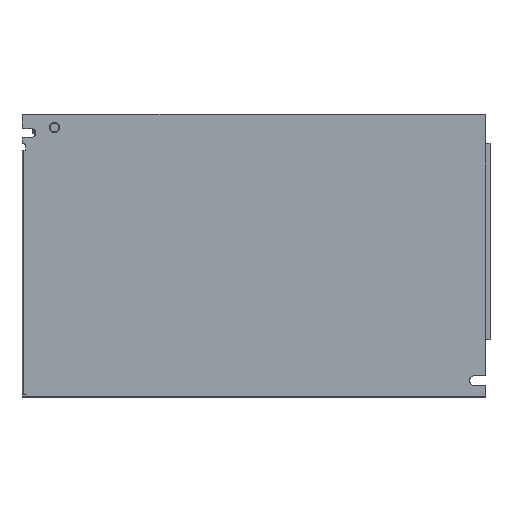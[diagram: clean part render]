
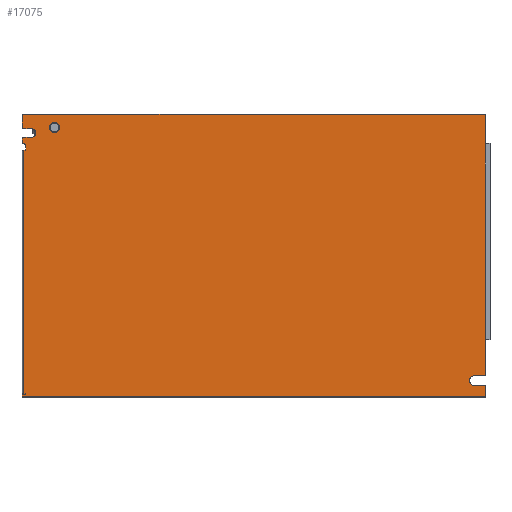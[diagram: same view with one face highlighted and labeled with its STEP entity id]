
A CAD part, front view. The second image highlights one B-rep face of the part: STEP entity #17075.
In plain terms, the highlighted planar face has unit normal (0, -1, 0).
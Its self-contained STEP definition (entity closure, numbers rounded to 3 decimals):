
#1089=FACE_BOUND('',#3872,.T.);
#1271=PLANE('',#19091);
#2069=FACE_OUTER_BOUND('',#3871,.T.);
#3871=EDGE_LOOP('',(#15249,#15250,#15251,#15252,#15253,#15254,#15255,#15256,
#15257,#15258,#15259,#15260,#15261,#15262,#15263,#15264,#15265,#15266,#15267,
#15268,#15269,#15270,#15271,#15272,#15273,#15274));
#3872=EDGE_LOOP('',(#15275));
#4897=LINE('',#28639,#5971);
#4901=LINE('',#28648,#5975);
#4905=LINE('',#28657,#5979);
#4909=LINE('',#28666,#5983);
#4911=LINE('',#28672,#5985);
#4912=LINE('',#28676,#5986);
#4913=LINE('',#28678,#5987);
#4914=LINE('',#28680,#5988);
#4915=LINE('',#28682,#5989);
#4916=LINE('',#28684,#5990);
#4917=LINE('',#28686,#5991);
#4918=LINE('',#28688,#5992);
#4919=LINE('',#28690,#5993);
#4920=LINE('',#28692,#5994);
#4921=LINE('',#28694,#5995);
#4922=LINE('',#28697,#5996);
#4923=LINE('',#28703,#5997);
#4924=LINE('',#28707,#5998);
#5971=VECTOR('',#23922,1000.);
#5975=VECTOR('',#23928,1000.);
#5979=VECTOR('',#23934,1000.);
#5983=VECTOR('',#23940,1000.);
#5985=VECTOR('',#23946,1000.);
#5986=VECTOR('',#23949,1000.);
#5987=VECTOR('',#23950,1000.);
#5988=VECTOR('',#23951,1000.);
#5989=VECTOR('',#23952,1000.);
#5990=VECTOR('',#23953,1000.);
#5991=VECTOR('',#23954,1000.);
#5992=VECTOR('',#23955,1000.);
#5993=VECTOR('',#23956,1000.);
#5994=VECTOR('',#23957,1000.);
#5995=VECTOR('',#23958,1000.);
#5996=VECTOR('',#23961,1000.);
#5997=VECTOR('',#23968,1000.);
#5998=VECTOR('',#23971,1000.);
#7253=CIRCLE('',#19092,0.6);
#7254=CIRCLE('',#19093,0.6);
#7255=CIRCLE('',#19094,1.65);
#7256=CIRCLE('',#19095,0.6);
#7257=CIRCLE('',#19096,0.6);
#7258=CIRCLE('',#19097,0.6);
#7259=CIRCLE('',#19098,1.45);
#7260=CIRCLE('',#19099,0.6);
#7261=CIRCLE('',#19100,1.75);
#8706=VERTEX_POINT('',#28636);
#8707=VERTEX_POINT('',#28638);
#8710=VERTEX_POINT('',#28645);
#8711=VERTEX_POINT('',#28647);
#8714=VERTEX_POINT('',#28654);
#8715=VERTEX_POINT('',#28656);
#8718=VERTEX_POINT('',#28663);
#8719=VERTEX_POINT('',#28665);
#8720=VERTEX_POINT('',#28669);
#8721=VERTEX_POINT('',#28671);
#8722=VERTEX_POINT('',#28673);
#8723=VERTEX_POINT('',#28675);
#8724=VERTEX_POINT('',#28677);
#8725=VERTEX_POINT('',#28679);
#8726=VERTEX_POINT('',#28681);
#8727=VERTEX_POINT('',#28683);
#8728=VERTEX_POINT('',#28685);
#8729=VERTEX_POINT('',#28687);
#8730=VERTEX_POINT('',#28689);
#8731=VERTEX_POINT('',#28691);
#8732=VERTEX_POINT('',#28693);
#8733=VERTEX_POINT('',#28695);
#8734=VERTEX_POINT('',#28700);
#8735=VERTEX_POINT('',#28702);
#8736=VERTEX_POINT('',#28704);
#8737=VERTEX_POINT('',#28706);
#8738=VERTEX_POINT('',#28709);
#10907=EDGE_CURVE('',#8706,#8707,#4897,.T.);
#10911=EDGE_CURVE('',#8710,#8711,#4901,.T.);
#10915=EDGE_CURVE('',#8714,#8715,#4905,.T.);
#10919=EDGE_CURVE('',#8718,#8719,#4909,.T.);
#10921=EDGE_CURVE('',#8706,#8720,#7253,.T.);
#10922=EDGE_CURVE('',#8721,#8720,#4911,.T.);
#10923=EDGE_CURVE('',#8721,#8722,#7254,.T.);
#10924=EDGE_CURVE('',#8723,#8722,#4912,.T.);
#10925=EDGE_CURVE('',#8723,#8724,#4913,.T.);
#10926=EDGE_CURVE('',#8724,#8725,#4914,.T.);
#10927=EDGE_CURVE('',#8726,#8725,#4915,.T.);
#10928=EDGE_CURVE('',#8727,#8726,#4916,.T.);
#10929=EDGE_CURVE('',#8727,#8728,#4917,.T.);
#10930=EDGE_CURVE('',#8729,#8728,#4918,.T.);
#10931=EDGE_CURVE('',#8729,#8730,#4919,.T.);
#10932=EDGE_CURVE('',#8731,#8730,#4920,.T.);
#10933=EDGE_CURVE('',#8732,#8731,#4921,.T.);
#10934=EDGE_CURVE('',#8733,#8732,#7255,.T.);
#10935=EDGE_CURVE('',#8715,#8733,#4922,.T.);
#10936=EDGE_CURVE('',#8714,#8711,#7256,.T.);
#10937=EDGE_CURVE('',#8710,#8719,#7257,.T.);
#10938=EDGE_CURVE('',#8718,#8734,#7258,.T.);
#10939=EDGE_CURVE('',#8735,#8734,#4923,.T.);
#10940=EDGE_CURVE('',#8736,#8735,#7259,.T.);
#10941=EDGE_CURVE('',#8737,#8736,#4924,.T.);
#10942=EDGE_CURVE('',#8737,#8707,#7260,.T.);
#10943=EDGE_CURVE('',#8738,#8738,#7261,.T.);
#15249=ORIENTED_EDGE('',*,*,#10907,.F.);
#15250=ORIENTED_EDGE('',*,*,#10921,.T.);
#15251=ORIENTED_EDGE('',*,*,#10922,.F.);
#15252=ORIENTED_EDGE('',*,*,#10923,.T.);
#15253=ORIENTED_EDGE('',*,*,#10924,.F.);
#15254=ORIENTED_EDGE('',*,*,#10925,.T.);
#15255=ORIENTED_EDGE('',*,*,#10926,.T.);
#15256=ORIENTED_EDGE('',*,*,#10927,.F.);
#15257=ORIENTED_EDGE('',*,*,#10928,.F.);
#15258=ORIENTED_EDGE('',*,*,#10929,.T.);
#15259=ORIENTED_EDGE('',*,*,#10930,.F.);
#15260=ORIENTED_EDGE('',*,*,#10931,.T.);
#15261=ORIENTED_EDGE('',*,*,#10932,.F.);
#15262=ORIENTED_EDGE('',*,*,#10933,.F.);
#15263=ORIENTED_EDGE('',*,*,#10934,.F.);
#15264=ORIENTED_EDGE('',*,*,#10935,.F.);
#15265=ORIENTED_EDGE('',*,*,#10915,.F.);
#15266=ORIENTED_EDGE('',*,*,#10936,.T.);
#15267=ORIENTED_EDGE('',*,*,#10911,.F.);
#15268=ORIENTED_EDGE('',*,*,#10937,.T.);
#15269=ORIENTED_EDGE('',*,*,#10919,.F.);
#15270=ORIENTED_EDGE('',*,*,#10938,.T.);
#15271=ORIENTED_EDGE('',*,*,#10939,.F.);
#15272=ORIENTED_EDGE('',*,*,#10940,.F.);
#15273=ORIENTED_EDGE('',*,*,#10941,.F.);
#15274=ORIENTED_EDGE('',*,*,#10942,.T.);
#15275=ORIENTED_EDGE('',*,*,#10943,.F.);
#17075=ADVANCED_FACE('',(#2069,#1089),#1271,.T.);
#19091=AXIS2_PLACEMENT_3D('',#28668,#23942,#23943);
#19092=AXIS2_PLACEMENT_3D('',#28670,#23944,#23945);
#19093=AXIS2_PLACEMENT_3D('',#28674,#23947,#23948);
#19094=AXIS2_PLACEMENT_3D('',#28696,#23959,#23960);
#19095=AXIS2_PLACEMENT_3D('',#28698,#23962,#23963);
#19096=AXIS2_PLACEMENT_3D('',#28699,#23964,#23965);
#19097=AXIS2_PLACEMENT_3D('',#28701,#23966,#23967);
#19098=AXIS2_PLACEMENT_3D('',#28705,#23969,#23970);
#19099=AXIS2_PLACEMENT_3D('',#28708,#23972,#23973);
#19100=AXIS2_PLACEMENT_3D('',#28710,#23974,#23975);
#23922=DIRECTION('',(0.,0.,1.));
#23928=DIRECTION('',(1.,0.,0.));
#23934=DIRECTION('',(0.,0.,-1.));
#23940=DIRECTION('',(0.,0.,1.));
#23942=DIRECTION('center_axis',(0.,-1.,0.));
#23943=DIRECTION('ref_axis',(0.,0.,-1.));
#23944=DIRECTION('center_axis',(0.,-1.,0.));
#23945=DIRECTION('ref_axis',(0.,0.,-1.));
#23946=DIRECTION('',(-1.,0.,0.));
#23947=DIRECTION('center_axis',(0.,1.,0.));
#23948=DIRECTION('ref_axis',(0.,0.,-1.));
#23949=DIRECTION('',(0.,0.,1.));
#23950=DIRECTION('',(-1.,0.,0.));
#23951=DIRECTION('',(0.,0.,-1.));
#23952=DIRECTION('',(-1.,0.,0.));
#23953=DIRECTION('',(0.,0.,1.));
#23954=DIRECTION('',(-1.,0.,0.));
#23955=DIRECTION('',(0.,0.,1.));
#23956=DIRECTION('',(1.,0.,0.));
#23957=DIRECTION('',(0.,0.,-1.));
#23958=DIRECTION('',(1.,0.,0.));
#23959=DIRECTION('center_axis',(0.,-1.,0.));
#23960=DIRECTION('ref_axis',(0.,0.,-1.));
#23961=DIRECTION('',(-1.,0.,0.));
#23962=DIRECTION('center_axis',(0.,-1.,0.));
#23963=DIRECTION('ref_axis',(0.,0.,-1.));
#23964=DIRECTION('center_axis',(0.,-1.,0.));
#23965=DIRECTION('ref_axis',(0.,0.,-1.));
#23966=DIRECTION('center_axis',(0.,-1.,0.));
#23967=DIRECTION('ref_axis',(0.,0.,-1.));
#23968=DIRECTION('',(-1.,0.,0.));
#23969=DIRECTION('center_axis',(0.,-1.,0.));
#23970=DIRECTION('ref_axis',(0.,0.,-1.));
#23971=DIRECTION('',(1.,0.,0.));
#23972=DIRECTION('center_axis',(0.,-1.,0.));
#23973=DIRECTION('ref_axis',(0.,0.,-1.));
#23974=DIRECTION('center_axis',(0.,-1.,0.));
#23975=DIRECTION('ref_axis',(0.,0.,-1.));
#28636=CARTESIAN_POINT('',(0.,0.,-9.65));
#28638=CARTESIAN_POINT('',(0.,0.,-8.6));
#28639=CARTESIAN_POINT('',(0.,0.,0.));
#28645=CARTESIAN_POINT('',(0.6,0.,0.));
#28647=CARTESIAN_POINT('',(159.4,0.,0.));
#28648=CARTESIAN_POINT('',(0.,0.,0.));
#28654=CARTESIAN_POINT('',(160.,0.,-0.6));
#28656=CARTESIAN_POINT('',(160.,0.,-90.35));
#28657=CARTESIAN_POINT('',(160.,0.,0.));
#28663=CARTESIAN_POINT('',(0.,0.,-4.5));
#28665=CARTESIAN_POINT('',(0.,0.,-0.6));
#28666=CARTESIAN_POINT('',(0.,0.,0.));
#28668=CARTESIAN_POINT('Origin',(0.,0.,0.));
#28669=CARTESIAN_POINT('',(0.6,0.,-10.25));
#28670=CARTESIAN_POINT('Origin',(0.6,0.,-9.65));
#28671=CARTESIAN_POINT('',(0.65,0.,-10.25));
#28672=CARTESIAN_POINT('',(1.25,0.,-10.25));
#28673=CARTESIAN_POINT('',(1.25,0.,-10.85));
#28674=CARTESIAN_POINT('Origin',(0.65,0.,-10.85));
#28675=CARTESIAN_POINT('',(1.25,0.,-12.5));
#28676=CARTESIAN_POINT('',(1.25,0.,-12.5));
#28677=CARTESIAN_POINT('',(0.6,0.,-12.5));
#28678=CARTESIAN_POINT('',(1.25,0.,-12.5));
#28679=CARTESIAN_POINT('',(0.6,0.,-96.5));
#28680=CARTESIAN_POINT('',(0.6,0.,-96.5));
#28681=CARTESIAN_POINT('',(1.25,0.,-96.5));
#28682=CARTESIAN_POINT('',(1.25,0.,-96.5));
#28683=CARTESIAN_POINT('',(1.25,0.,-96.75));
#28684=CARTESIAN_POINT('',(1.25,0.,-96.75));
#28685=CARTESIAN_POINT('',(0.,0.,-96.75));
#28686=CARTESIAN_POINT('',(1.25,0.,-96.75));
#28687=CARTESIAN_POINT('',(0.,0.,-97.4));
#28688=CARTESIAN_POINT('',(0.,0.,0.));
#28689=CARTESIAN_POINT('',(160.,0.,-97.4));
#28690=CARTESIAN_POINT('',(160.,0.,-97.4));
#28691=CARTESIAN_POINT('',(160.,0.,-93.65));
#28692=CARTESIAN_POINT('',(160.,0.,0.));
#28693=CARTESIAN_POINT('',(156.15,0.,-93.65));
#28694=CARTESIAN_POINT('',(0.,0.,-93.65));
#28695=CARTESIAN_POINT('',(156.15,0.,-90.35));
#28696=CARTESIAN_POINT('Origin',(156.15,0.,-92.));
#28697=CARTESIAN_POINT('',(0.,0.,-90.35));
#28698=CARTESIAN_POINT('Origin',(159.4,0.,-0.6));
#28699=CARTESIAN_POINT('Origin',(0.6,0.,-0.6));
#28700=CARTESIAN_POINT('',(0.6,0.,-5.1));
#28701=CARTESIAN_POINT('Origin',(0.6,0.,-4.5));
#28702=CARTESIAN_POINT('',(3.3,0.,-5.1));
#28703=CARTESIAN_POINT('',(0.,0.,-5.1));
#28704=CARTESIAN_POINT('',(3.3,0.,-8.));
#28705=CARTESIAN_POINT('Origin',(3.3,0.,-6.55));
#28706=CARTESIAN_POINT('',(0.6,0.,-8.));
#28707=CARTESIAN_POINT('',(0.,0.,-8.));
#28708=CARTESIAN_POINT('Origin',(0.6,0.,-8.6));
#28709=CARTESIAN_POINT('',(11.25,0.,-6.4));
#28710=CARTESIAN_POINT('Origin',(11.25,0.,-4.65));
